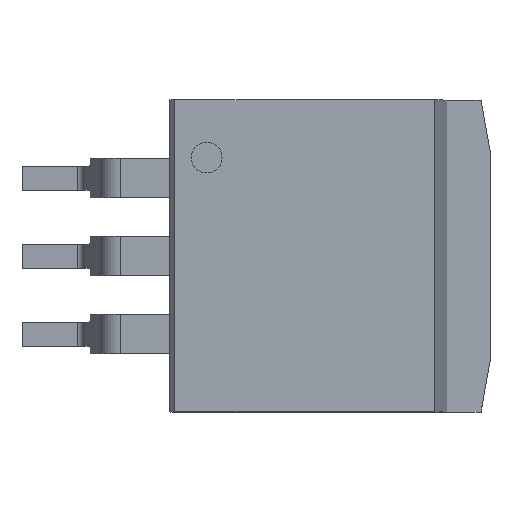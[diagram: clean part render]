
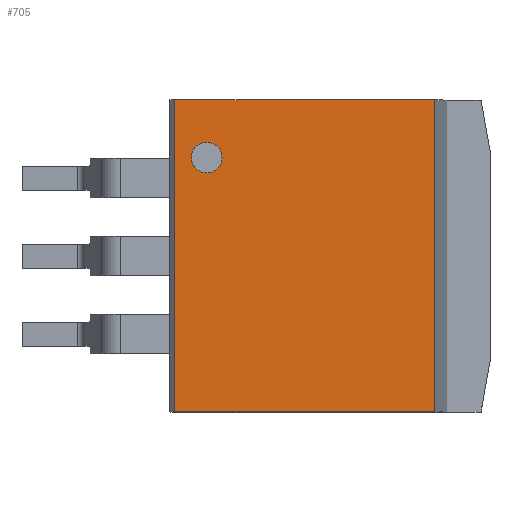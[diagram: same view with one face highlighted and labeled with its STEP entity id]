
A CAD part, top view. The second image highlights one B-rep face of the part: STEP entity #705.
In plain terms, the highlighted face is planar.
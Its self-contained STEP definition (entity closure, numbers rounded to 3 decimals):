
#277=DIRECTION('',(0.,0.,1.));
#278=VECTOR('',#277,8.465);
#279=CARTESIAN_POINT('',(-5.08,4.445,0.39));
#280=LINE('',#279,#278);
#298=CARTESIAN_POINT('',(-3.2,4.445,7.815));
#299=DIRECTION('',(0.,-1.,0.));
#300=DIRECTION('',(1.,0.,0.));
#301=AXIS2_PLACEMENT_3D('',#298,#299,#300);
#306=CARTESIAN_POINT('',(-3.2,4.445,7.815));
#307=DIRECTION('',(0.,-1.,0.));
#308=DIRECTION('',(-1.,0.,0.));
#309=AXIS2_PLACEMENT_3D('',#306,#307,#308);
#314=DIRECTION('',(-1.,0.,0.));
#315=VECTOR('',#314,10.16);
#316=CARTESIAN_POINT('',(5.08,4.445,0.39));
#317=LINE('',#316,#315);
#321=DIRECTION('',(0.,0.,1.));
#322=VECTOR('',#321,8.465);
#323=CARTESIAN_POINT('',(5.08,4.445,0.39));
#324=LINE('',#323,#322);
#328=DIRECTION('',(-1.,0.,0.));
#329=VECTOR('',#328,10.16);
#330=CARTESIAN_POINT('',(5.08,4.445,8.855));
#331=LINE('',#330,#329);
#410=CARTESIAN_POINT('',(-5.08,4.445,8.855));
#411=VERTEX_POINT('',#410);
#414=CARTESIAN_POINT('',(5.08,4.445,8.855));
#415=VERTEX_POINT('',#414);
#420=CARTESIAN_POINT('',(-5.08,4.445,0.39));
#422=VERTEX_POINT('',#420);
#424=CARTESIAN_POINT('',(5.08,4.445,0.39));
#426=VERTEX_POINT('',#424);
#456=CARTESIAN_POINT('',(-2.7,4.445,7.815));
#457=CARTESIAN_POINT('',(-3.7,4.445,7.815));
#458=VERTEX_POINT('',#456);
#459=VERTEX_POINT('',#457);
#687=CARTESIAN_POINT('',(5.08,4.445,0.));
#688=DIRECTION('',(0.,1.,0.));
#689=DIRECTION('',(-1.,0.,0.));
#690=AXIS2_PLACEMENT_3D('',#687,#688,#689);
#691=PLANE('',#690);
#692=ORIENTED_EDGE('',*,*,#628,.F.);
#693=ORIENTED_EDGE('',*,*,#650,.T.);
#695=ORIENTED_EDGE('',*,*,#694,.T.);
#696=ORIENTED_EDGE('',*,*,#675,.F.);
#697=EDGE_LOOP('',(#692,#693,#695,#696));
#698=FACE_OUTER_BOUND('',#697,.F.);
#700=ORIENTED_EDGE('',*,*,#699,.F.);
#702=ORIENTED_EDGE('',*,*,#701,.F.);
#703=EDGE_LOOP('',(#700,#702));
#704=FACE_BOUND('',#703,.F.);
#705=ADVANCED_FACE('',(#698,#704),#691,.T.);
#302=CIRCLE('',#301,0.5);
#310=CIRCLE('',#309,0.5);
#628=EDGE_CURVE('',#426,#422,#317,.T.);
#650=EDGE_CURVE('',#426,#415,#324,.T.);
#675=EDGE_CURVE('',#422,#411,#280,.T.);
#694=EDGE_CURVE('',#415,#411,#331,.T.);
#699=EDGE_CURVE('',#458,#459,#302,.T.);
#701=EDGE_CURVE('',#459,#458,#310,.T.);
